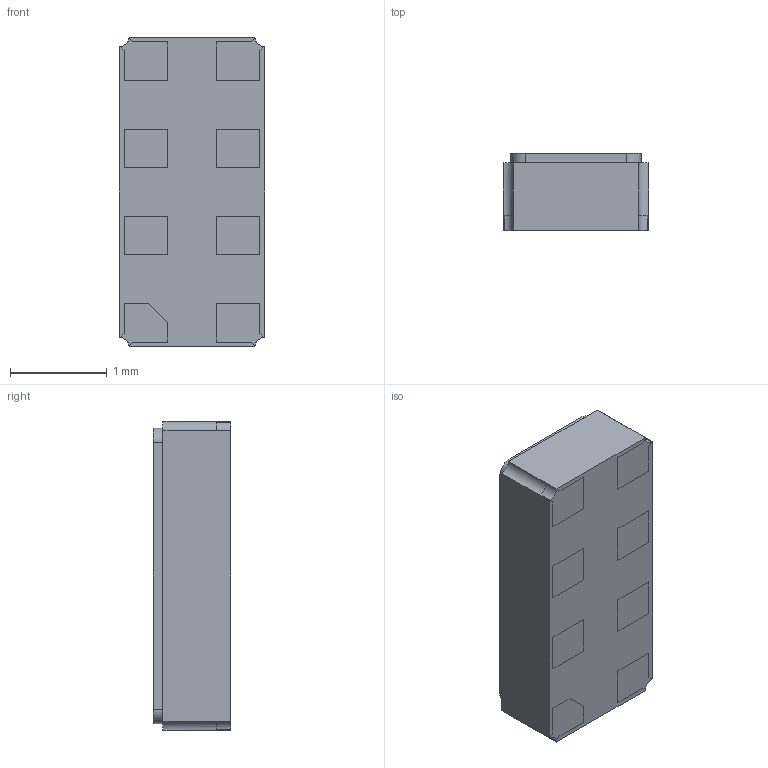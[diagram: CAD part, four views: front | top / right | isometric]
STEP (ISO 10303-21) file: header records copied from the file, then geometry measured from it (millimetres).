
FILE_DESCRIPTION(('FreeCAD Model'),'2;1');
FILE_NAME('Open CASCADE Shape Model','2024-01-22T08:01:06',( 'kicad StepUp'),('ksu MCAD'),'Open CASCADE STEP processor 7.6', 'FreeCAD','Unknown');
FILE_SCHEMA(('AUTOMOTIVE_DESIGN { 1 0 10303 214 1 1 1 1 }'));
Length unit declared in the file: millimetre
Products named in the file (12): RV-3028-C018; RV-3028-C7; RV-3028-C008; RV-3028-C009; RV-3028-C010; RV-3028-C011; RV-3028-C012; RV-3028-C013; RV-3028-C014; RV-3028-C015; RV-3028-C016; RV-3028-C017
Assembly tree (11 placements, depth 2):
  RV-3028-C018
    RV-3028-C7
    RV-3028-C008
    RV-3028-C009
    RV-3028-C010
    RV-3028-C011
    RV-3028-C012
    RV-3028-C013
    RV-3028-C014
    RV-3028-C015
    RV-3028-C016
    RV-3028-C017
Bounding box: 1.5 x 0.8 x 3.2 mm (x, y, z)
Volume: 3.7 mm3; surface area: 32.1 mm2
Topology: 11 solids, 11 shells, 136 faces, 330 edges, 220 vertices
Faces by surface type: plane 120, cylinder 16
Entity records: 4240 total; most frequent: CARTESIAN_POINT 698, DIRECTION 666, ORIENTED_EDGE 660, EDGE_CURVE 330, LINE 290, VECTOR 290, VERTEX_POINT 220, AXIS2_PLACEMENT_3D 188
